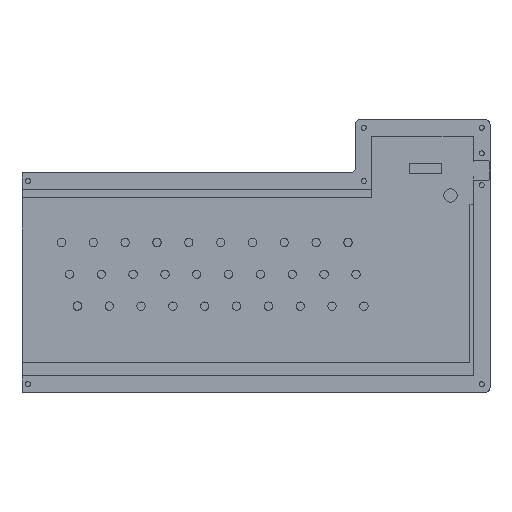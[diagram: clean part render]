
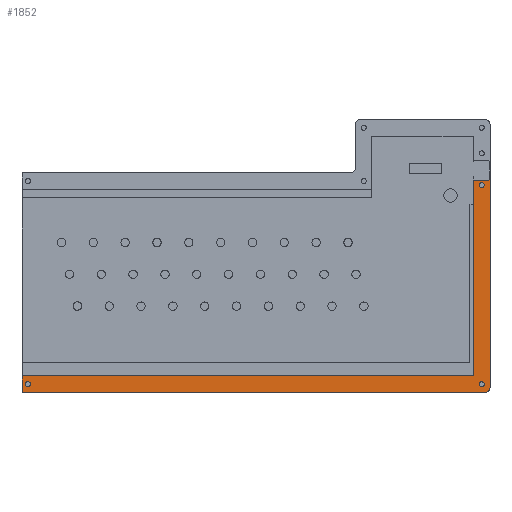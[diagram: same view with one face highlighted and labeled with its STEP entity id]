
A CAD part, top view. The second image highlights one B-rep face of the part: STEP entity #1852.
In plain terms, the highlighted planar face has unit normal (0, 0, 1).
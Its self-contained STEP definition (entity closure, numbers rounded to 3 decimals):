
#65=FACE_BOUND('',#334,.T.);
#66=FACE_BOUND('',#335,.T.);
#67=FACE_BOUND('',#336,.T.);
#114=CIRCLE('',#2004,3.);
#115=CIRCLE('',#2005,1.5);
#116=CIRCLE('',#2006,1.5);
#117=CIRCLE('',#2007,1.5);
#199=FACE_OUTER_BOUND('',#333,.T.);
#333=EDGE_LOOP('',(#1285,#1286,#1287,#1288,#1289,#1290,#1291));
#334=EDGE_LOOP('',(#1292));
#335=EDGE_LOOP('',(#1293));
#336=EDGE_LOOP('',(#1294));
#518=LINE('',#2873,#683);
#521=LINE('',#2879,#686);
#522=LINE('',#2881,#687);
#523=LINE('',#2883,#688);
#524=LINE('',#2885,#689);
#525=LINE('',#2888,#690);
#683=VECTOR('',#2253,10.);
#686=VECTOR('',#2258,10.);
#687=VECTOR('',#2259,10.);
#688=VECTOR('',#2260,10.);
#689=VECTOR('',#2261,10.);
#690=VECTOR('',#2264,10.);
#855=VERTEX_POINT('',#2870);
#856=VERTEX_POINT('',#2872);
#858=VERTEX_POINT('',#2878);
#859=VERTEX_POINT('',#2880);
#860=VERTEX_POINT('',#2882);
#861=VERTEX_POINT('',#2884);
#862=VERTEX_POINT('',#2886);
#863=VERTEX_POINT('',#2889);
#864=VERTEX_POINT('',#2891);
#865=VERTEX_POINT('',#2893);
#1026=EDGE_CURVE('',#856,#855,#518,.T.);
#1029=EDGE_CURVE('',#855,#858,#521,.T.);
#1030=EDGE_CURVE('',#858,#859,#522,.T.);
#1031=EDGE_CURVE('',#859,#860,#523,.T.);
#1032=EDGE_CURVE('',#860,#861,#524,.T.);
#1033=EDGE_CURVE('',#862,#861,#114,.T.);
#1034=EDGE_CURVE('',#862,#856,#525,.T.);
#1035=EDGE_CURVE('',#863,#863,#115,.T.);
#1036=EDGE_CURVE('',#864,#864,#116,.T.);
#1037=EDGE_CURVE('',#865,#865,#117,.T.);
#1285=ORIENTED_EDGE('',*,*,#1026,.T.);
#1286=ORIENTED_EDGE('',*,*,#1029,.T.);
#1287=ORIENTED_EDGE('',*,*,#1030,.T.);
#1288=ORIENTED_EDGE('',*,*,#1031,.T.);
#1289=ORIENTED_EDGE('',*,*,#1032,.T.);
#1290=ORIENTED_EDGE('',*,*,#1033,.F.);
#1291=ORIENTED_EDGE('',*,*,#1034,.T.);
#1292=ORIENTED_EDGE('',*,*,#1035,.T.);
#1293=ORIENTED_EDGE('',*,*,#1036,.T.);
#1294=ORIENTED_EDGE('',*,*,#1037,.T.);
#1768=PLANE('',#2003);
#1852=ADVANCED_FACE('',(#199,#65,#66,#67),#1768,.T.);
#2003=AXIS2_PLACEMENT_3D('',#2877,#2256,#2257);
#2004=AXIS2_PLACEMENT_3D('',#2887,#2262,#2263);
#2005=AXIS2_PLACEMENT_3D('',#2890,#2265,#2266);
#2006=AXIS2_PLACEMENT_3D('',#2892,#2267,#2268);
#2007=AXIS2_PLACEMENT_3D('',#2894,#2269,#2270);
#2253=DIRECTION('',(-1.,0.,0.));
#2256=DIRECTION('center_axis',(0.,0.,1.));
#2257=DIRECTION('ref_axis',(1.,0.,0.));
#2258=DIRECTION('',(0.,-1.,0.));
#2259=DIRECTION('',(-1.,0.,0.));
#2260=DIRECTION('',(0.,-1.,0.));
#2261=DIRECTION('',(1.,0.,0.));
#2262=DIRECTION('center_axis',(0.,0.,-1.));
#2263=DIRECTION('ref_axis',(0.707,-0.707,0.));
#2264=DIRECTION('',(0.,1.,0.));
#2265=DIRECTION('center_axis',(0.,0.,-1.));
#2266=DIRECTION('ref_axis',(-1.,0.,0.));
#2267=DIRECTION('center_axis',(0.,0.,-1.));
#2268=DIRECTION('ref_axis',(-1.,0.,0.));
#2269=DIRECTION('center_axis',(0.,0.,-1.));
#2270=DIRECTION('ref_axis',(-1.,0.,0.));
#2870=CARTESIAN_POINT('',(52.021,28.301,13.));
#2872=CARTESIAN_POINT('',(62.021,28.301,13.));
#2873=CARTESIAN_POINT('',(-8.001,28.301,13.));
#2877=CARTESIAN_POINT('Origin',(-78.023,-34.281,13.));
#2878=CARTESIAN_POINT('',(52.021,-88.863,13.));
#2879=CARTESIAN_POINT('',(52.021,30.301,13.));
#2880=CARTESIAN_POINT('',(-218.066,-88.863,13.));
#2881=CARTESIAN_POINT('',(52.021,-88.863,13.));
#2882=CARTESIAN_POINT('',(-218.066,-98.863,13.));
#2883=CARTESIAN_POINT('',(-218.066,32.674,13.));
#2884=CARTESIAN_POINT('',(59.021,-98.863,13.));
#2885=CARTESIAN_POINT('',(-218.066,-98.863,13.));
#2886=CARTESIAN_POINT('',(62.021,-95.863,13.));
#2887=CARTESIAN_POINT('Origin',(59.021,-95.863,13.));
#2888=CARTESIAN_POINT('',(62.021,-98.863,13.));
#2889=CARTESIAN_POINT('',(-213.066,-93.863,13.));
#2890=CARTESIAN_POINT('Origin',(-214.566,-93.863,13.));
#2891=CARTESIAN_POINT('',(58.521,-93.863,13.));
#2892=CARTESIAN_POINT('Origin',(57.021,-93.863,13.));
#2893=CARTESIAN_POINT('',(58.521,25.301,13.));
#2894=CARTESIAN_POINT('Origin',(57.021,25.301,13.));
